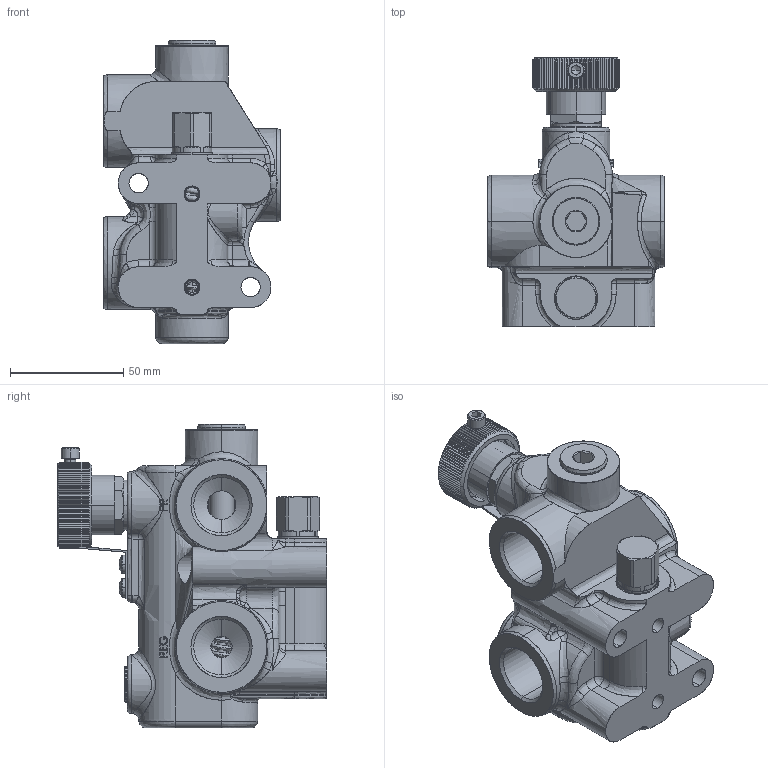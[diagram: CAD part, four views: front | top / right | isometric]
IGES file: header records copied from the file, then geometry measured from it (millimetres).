
Start section: SolidWorks IGES file using analytic representation for surfaces
Global section: file name: RV2FV2V BSP.IGS; native system: SolidWorks 2015; preprocessor: SolidWorks 2015; author: pma; date: 160525.145712; units: millimetre
Bounding box: 77.91 x 119.09 x 134.42 mm (x, y, z)
Surface area: 101000.1 mm2 (no closed solid volume)
Topology: 0 solids, 0 shells, 1381 faces, 16810 edges, 16782 vertices
Faces by surface type: bspline 753, revolution 628
